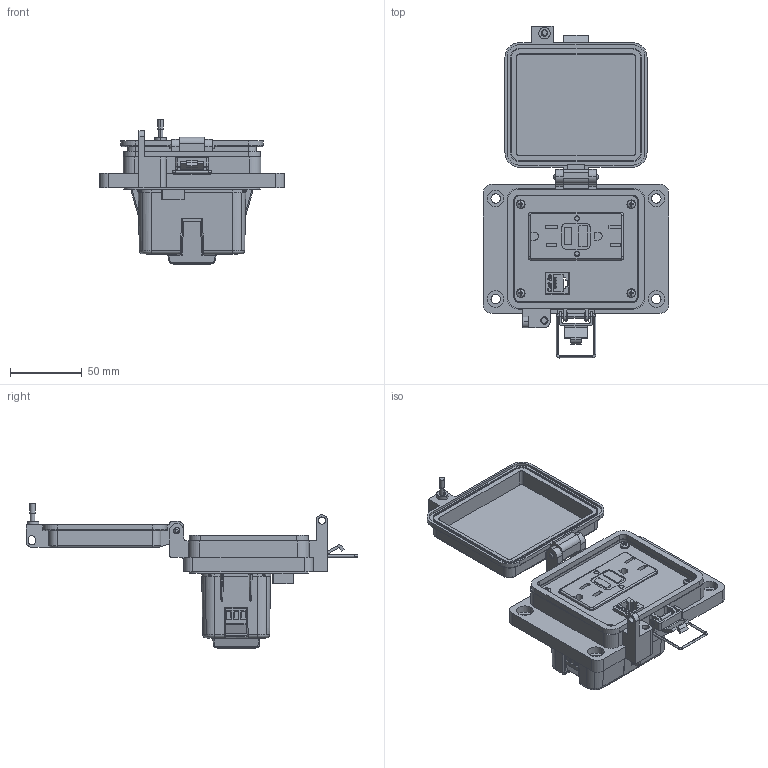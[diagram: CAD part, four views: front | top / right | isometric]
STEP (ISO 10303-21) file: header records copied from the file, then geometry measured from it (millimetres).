
FILE_DESCRIPTION (( 'STEP AP203' ), '1' );
FILE_NAME ('P-Q17-K2RF0_3D.STEP', '2022-01-06T16:16:42', ( '' ), ( '' ), 'SwSTEP 2.0', 'SolidWorks 2021', '' );
FILE_SCHEMA (( 'CONFIG_CONTROL_DESIGN' ));
Length unit declared in the file: millimetre
Products named in the file (13): P-Q17-K2RF0_3D; P-Q17-K2RF0_FP060_1; Z-H-K2_B; RF; Z-200-OTLT-GFIH-15A_sheared; P-Q17-K2RF0_TP060_1; Z-200-OTLT-RIOF-15A; Z-120-RIOF-SHELL; R2; P-Q17-K2RF0_BP180_1; -K2; Z-300-RJ45CAT5; 92005A124_METRIC PAN HEAD PHILLIPS MACHINE SCREW_92005A124
Assembly tree (15 placements, depth 4):
  P-Q17-K2RF0_3D
    -K2
      Z-H-K2_B
    P-Q17-K2RF0_FP060_1
    P-Q17-K2RF0_BP180_1
    P-Q17-K2RF0_TP060_1
    R2
      Z-300-RJ45CAT5
    RF
      Z-200-OTLT-RIOF-15A
        Z-120-RIOF-SHELL
        Z-200-OTLT-GFIH-15A_sheared
    92005A124_METRIC PAN HEAD PHILLIPS MACHINE SCREW_92005A124  x4
Bounding box: 129 x 231.28 x 101.47 mm (x, y, z)
Volume: 292699.7 mm3; surface area: 178990.3 mm2
Topology: 35 solids, 41 shells, 5533 faces, 14433 edges, 9138 vertices
Faces by surface type: plane 2236, cylinder 1842, bspline 1194, cone 114, torus 89, sphere 58
Entity records: 211724 total; most frequent: CARTESIAN_POINT 99896, ORIENTED_EDGE 25686, DIRECTION 18657, EDGE_CURVE 12843, VERTEX_POINT 8091, VECTOR 7479, LINE 7479, AXIS2_PLACEMENT_3D 5589
